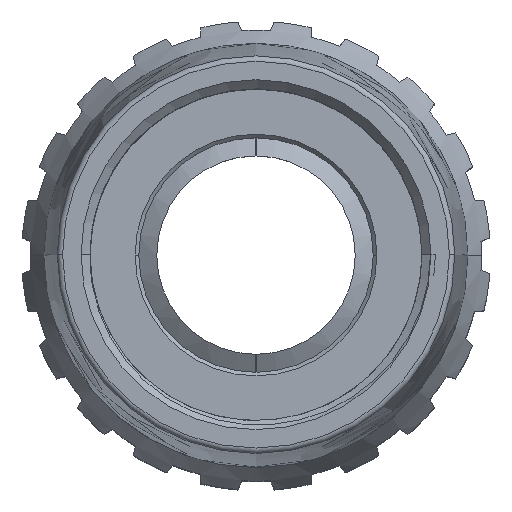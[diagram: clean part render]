
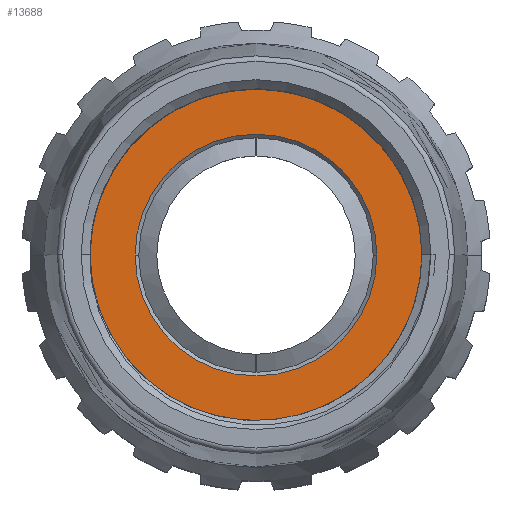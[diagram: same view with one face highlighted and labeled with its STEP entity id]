
A CAD part, top view. The second image highlights one B-rep face of the part: STEP entity #13688.
In plain terms, the highlighted planar face has unit normal (0, 0, 1).
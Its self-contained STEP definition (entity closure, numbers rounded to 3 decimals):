
#3455=CARTESIAN_POINT('',(0.,0.,20.4));
#3456=DIRECTION('',(0.,0.,1.));
#3457=DIRECTION('',(1.,0.,0.));
#3458=AXIS2_PLACEMENT_3D('',#3455,#3456,#3457);
#3460=CARTESIAN_POINT('',(0.,0.,20.4));
#3461=DIRECTION('',(0.,0.,-1.));
#3462=DIRECTION('',(1.,0.,0.));
#3463=AXIS2_PLACEMENT_3D('',#3460,#3461,#3462);
#3465=CARTESIAN_POINT('',(0.,0.,20.4));
#3466=DIRECTION('',(0.,0.,1.));
#3467=DIRECTION('',(-1.,0.,0.));
#3468=AXIS2_PLACEMENT_3D('',#3465,#3466,#3467);
#3470=CARTESIAN_POINT('',(0.,0.,20.4));
#3471=DIRECTION('',(0.,0.,1.));
#3472=DIRECTION('',(1.,0.,0.));
#3473=AXIS2_PLACEMENT_3D('',#3470,#3471,#3472);
#9217=CARTESIAN_POINT('',(9.2,0.,20.4));
#9218=CARTESIAN_POINT('',(-9.2,0.,20.4));
#9219=VERTEX_POINT('',#9217);
#9220=VERTEX_POINT('',#9218);
#9415=CARTESIAN_POINT('',(-6.7,0.,20.4));
#9416=CARTESIAN_POINT('',(6.7,0.,20.4));
#9417=VERTEX_POINT('',#9415);
#9418=VERTEX_POINT('',#9416);
#13673=CARTESIAN_POINT('',(0.,0.,20.4));
#13674=DIRECTION('',(0.,0.,1.));
#13675=DIRECTION('',(-1.,0.,0.));
#13676=AXIS2_PLACEMENT_3D('',#13673,#13674,#13675);
#13677=PLANE('',#13676);
#13678=ORIENTED_EDGE('',*,*,#13646,.F.);
#13679=ORIENTED_EDGE('',*,*,#13660,.T.);
#13680=EDGE_LOOP('',(#13678,#13679));
#13681=FACE_OUTER_BOUND('',#13680,.F.);
#13683=ORIENTED_EDGE('',*,*,#13682,.T.);
#13685=ORIENTED_EDGE('',*,*,#13684,.T.);
#13686=EDGE_LOOP('',(#13683,#13685));
#13687=FACE_BOUND('',#13686,.F.);
#3459=CIRCLE('',#3458,9.2);
#3464=CIRCLE('',#3463,9.2);
#3469=CIRCLE('',#3468,6.7);
#3474=CIRCLE('',#3473,6.7);
#13646=EDGE_CURVE('',#9219,#9220,#3459,.T.);
#13660=EDGE_CURVE('',#9219,#9220,#3464,.T.);
#13682=EDGE_CURVE('',#9417,#9418,#3469,.T.);
#13684=EDGE_CURVE('',#9418,#9417,#3474,.T.);
#13688=ADVANCED_FACE('',(#13681,#13687),#13677,.T.);
